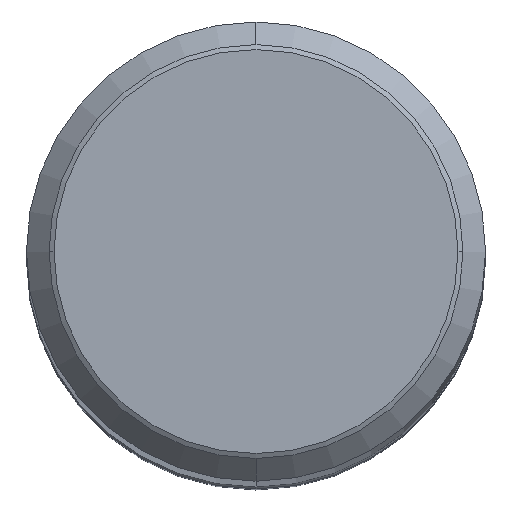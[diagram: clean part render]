
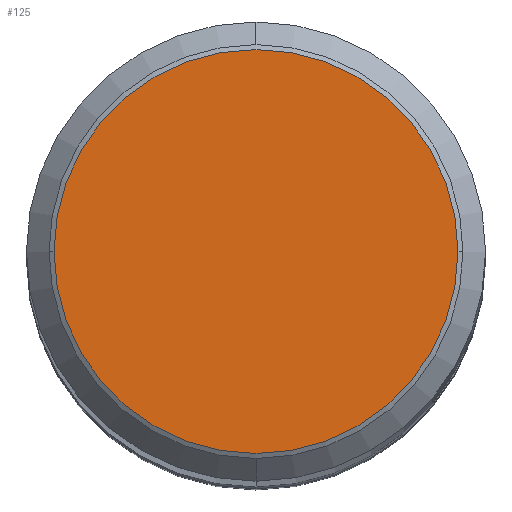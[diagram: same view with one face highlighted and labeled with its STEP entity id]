
A CAD part, top view. The second image highlights one B-rep face of the part: STEP entity #125.
In plain terms, the highlighted planar face has unit normal (0, 0, 1).
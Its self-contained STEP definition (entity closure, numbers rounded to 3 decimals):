
#125=ADVANCED_FACE('',(#316),#317,.T.);
#185=EDGE_CURVE('',#201,#223,#385,.T.);
#187=EDGE_CURVE('',#223,#201,#387,.T.);
#201=VERTEX_POINT('',#403);
#223=VERTEX_POINT('',#426);
#316=FACE_OUTER_BOUND('',#520,.T.);
#317=PLANE('',#521);
#385=CIRCLE('',#609,15.835);
#387=CIRCLE('',#612,15.835);
#403=CARTESIAN_POINT('',(15.835,0.,351.0));
#426=CARTESIAN_POINT('',(-15.835,0.,351.0));
#520=EDGE_LOOP('',(#771,#772));
#521=AXIS2_PLACEMENT_3D('',#773,#774,#775);
#609=AXIS2_PLACEMENT_3D('',#879,#880,#881);
#612=AXIS2_PLACEMENT_3D('',#882,#883,#884);
#771=ORIENTED_EDGE('',*,*,#187,.T.);
#772=ORIENTED_EDGE('',*,*,#185,.T.);
#773=CARTESIAN_POINT('',(0.,-8.,351.0));
#774=DIRECTION('',(0.0,0.0,1.0));
#775=DIRECTION('',(0.,-1.0,0.0));
#879=CARTESIAN_POINT('',(0.,0.0,351.0));
#880=DIRECTION('',(0.0,0.0,1.0));
#881=DIRECTION('',(-1.0,0.,0.0));
#882=CARTESIAN_POINT('',(0.,0.0,351.0));
#883=DIRECTION('',(0.0,0.0,1.0));
#884=DIRECTION('',(-1.0,0.,0.0));
